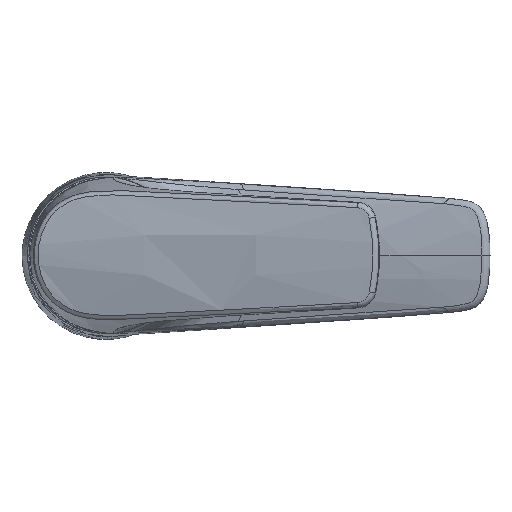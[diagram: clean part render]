
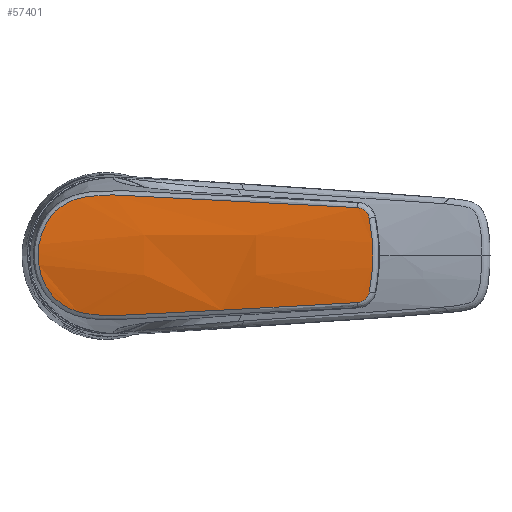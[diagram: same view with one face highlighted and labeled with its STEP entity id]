
A CAD part, top view. The second image highlights one B-rep face of the part: STEP entity #57401.
In plain terms, the highlighted free-form (B-spline) face has degree [3, 3] with [4, 4] control points.
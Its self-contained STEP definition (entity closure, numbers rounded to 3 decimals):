
#13023=B_SPLINE_SURFACE_WITH_KNOTS('',3,3,((#134587,#134588,#134589,#134590),
(#134591,#134592,#134593,#134594),(#134595,#134596,#134597,#134598),(#134599,
#134600,#134601,#134602)),.UNSPECIFIED.,.F.,.F.,.F.,(4,4),(4,4),(0.054,
0.944),(0.087,0.876),.UNSPECIFIED.);
#32301=ORIENTED_EDGE('',*,*,#40769,.T.);
#32302=ORIENTED_EDGE('',*,*,#40770,.T.);
#32303=ORIENTED_EDGE('',*,*,#40771,.T.);
#32304=ORIENTED_EDGE('',*,*,#40772,.T.);
#40769=EDGE_CURVE('',#46385,#46386,#47063,.T.);
#40770=EDGE_CURVE('',#46386,#46387,#47064,.T.);
#40771=EDGE_CURVE('',#46387,#46388,#47065,.T.);
#40772=EDGE_CURVE('',#46388,#46385,#47066,.T.);
#46385=VERTEX_POINT('',#134638);
#46386=VERTEX_POINT('',#134639);
#46387=VERTEX_POINT('',#134645);
#46388=VERTEX_POINT('',#134653);
#47063=B_SPLINE_CURVE_WITH_KNOTS('',3,(#134603,#134604,#134605,#134606,
#134607,#134608,#134609,#134610,#134611,#134612,#134613,#134614,#134615,
#134616,#134617,#134618,#134619,#134620,#134621,#134622,#134623,#134624,
#134625,#134626,#134627,#134628,#134629,#134630,#134631,#134632,#134633,
#134634,#134635,#134636,#134637),.UNSPECIFIED.,.F.,.F.,(4,1,1,1,1,1,1,1,
1,1,1,1,1,1,1,1,1,1,1,1,1,1,1,1,1,1,1,1,1,1,1,1,4),(0.,0.012,
0.024,0.036,0.048,0.054,
0.06,0.066,0.072,0.078,
0.081,0.083,0.084,0.087,
0.09,0.093,0.096,0.099,
0.102,0.105,0.108,0.111,
0.114,0.117,0.12,0.126,0.132,
0.138,0.144,0.156,0.168,0.18,
0.192),.UNSPECIFIED.);
#47064=B_SPLINE_CURVE_WITH_KNOTS('',3,(#134640,#134641,#134642,#134643,
#134644),.UNSPECIFIED.,.F.,.F.,(4,1,4),(0.,0.002,0.005),
 .UNSPECIFIED.);
#47065=B_SPLINE_CURVE_WITH_KNOTS('',3,(#134646,#134647,#134648,#134649,
#134650,#134651,#134652),.UNSPECIFIED.,.F.,.F.,(4,1,1,1,4),(0.,0.005,
0.01,0.015,0.02),.UNSPECIFIED.);
#47066=B_SPLINE_CURVE_WITH_KNOTS('',3,(#134654,#134655,#134656,#134657,
#134658),.UNSPECIFIED.,.F.,.F.,(4,1,4),(0.,0.002,0.005),
 .UNSPECIFIED.);
#50607=EDGE_LOOP('',(#32301,#32302,#32303,#32304));
#54185=FACE_BOUND('',#50607,.T.);
#57401=ADVANCED_FACE('',(#54185),#13023,.T.);
#134587=CARTESIAN_POINT('',(-18.168,-16.748,131.425));
#134588=CARTESIAN_POINT('',(10.1,-16.748,135.295));
#134589=CARTESIAN_POINT('',(40.54,-16.752,139.175));
#134590=CARTESIAN_POINT('',(73.152,-16.761,143.068));
#134591=CARTESIAN_POINT('',(-18.95,-5.608,133.884));
#134592=CARTESIAN_POINT('',(9.299,-5.608,137.829));
#134593=CARTESIAN_POINT('',(39.849,-5.609,141.229));
#134594=CARTESIAN_POINT('',(72.699,-5.612,144.086));
#134595=CARTESIAN_POINT('',(-18.952,5.533,133.89));
#134596=CARTESIAN_POINT('',(9.297,5.533,137.834));
#134597=CARTESIAN_POINT('',(39.847,5.534,141.234));
#134598=CARTESIAN_POINT('',(72.698,5.537,144.088));
#134599=CARTESIAN_POINT('',(-18.173,16.673,131.441));
#134600=CARTESIAN_POINT('',(10.095,16.673,135.312));
#134601=CARTESIAN_POINT('',(40.535,16.677,139.189));
#134602=CARTESIAN_POINT('',(73.149,16.686,143.075));
#134603=CARTESIAN_POINT('',(67.809,12.796,142.816));
#134604=CARTESIAN_POINT('',(63.838,13.071,142.354));
#134605=CARTESIAN_POINT('',(55.895,13.565,141.407));
#134606=CARTESIAN_POINT('',(43.982,14.185,139.929));
#134607=CARTESIAN_POINT('',(32.072,14.763,138.394));
#134608=CARTESIAN_POINT('',(22.157,15.28,137.06));
#134609=CARTESIAN_POINT('',(14.232,15.723,135.959));
#134610=CARTESIAN_POINT('',(8.287,16.048,135.121));
#134611=CARTESIAN_POINT('',(2.346,16.299,134.287));
#134612=CARTESIAN_POINT('',(-3.624,16.184,133.519));
#134613=CARTESIAN_POINT('',(-8.549,15.113,133.098));
#134614=CARTESIAN_POINT('',(-11.65,13.39,133.014));
#134615=CARTESIAN_POINT('',(-13.196,12.141,133.023));
#134616=CARTESIAN_POINT('',(-14.621,10.688,133.062));
#134617=CARTESIAN_POINT('',(-16.041,8.652,133.149));
#134618=CARTESIAN_POINT('',(-17.283,5.884,133.258));
#134619=CARTESIAN_POINT('',(-18.028,2.983,133.334));
#134620=CARTESIAN_POINT('',(-18.282,-0.043,133.36));
#134621=CARTESIAN_POINT('',(-18.02,-3.029,133.333));
#134622=CARTESIAN_POINT('',(-17.255,-5.966,133.255));
#134623=CARTESIAN_POINT('',(-16.008,-8.712,133.146));
#134624=CARTESIAN_POINT('',(-14.265,-11.182,133.041));
#134625=CARTESIAN_POINT('',(-11.998,-13.212,133.002));
#134626=CARTESIAN_POINT('',(-9.357,-14.653,133.078));
#134627=CARTESIAN_POINT('',(-6.467,-15.566,133.274));
#134628=CARTESIAN_POINT('',(-2.552,-16.207,133.657));
#134629=CARTESIAN_POINT('',(2.448,-16.297,134.3));
#134630=CARTESIAN_POINT('',(8.378,-16.043,135.134));
#134631=CARTESIAN_POINT('',(14.319,-15.718,135.971));
#134632=CARTESIAN_POINT('',(22.238,-15.276,137.071));
#134633=CARTESIAN_POINT('',(32.145,-14.76,138.404));
#134634=CARTESIAN_POINT('',(44.044,-14.182,139.937));
#134635=CARTESIAN_POINT('',(55.949,-13.562,141.414));
#134636=CARTESIAN_POINT('',(63.885,-13.068,142.36));
#134637=CARTESIAN_POINT('',(67.853,-12.793,142.821));
#134638=CARTESIAN_POINT('',(67.809,12.796,142.816));
#134639=CARTESIAN_POINT('',(67.853,-12.793,142.821));
#134640=CARTESIAN_POINT('',(67.853,-12.793,142.821));
#134641=CARTESIAN_POINT('',(68.627,-12.739,142.911));
#134642=CARTESIAN_POINT('',(70.105,-12.085,143.129));
#134643=CARTESIAN_POINT('',(70.887,-10.68,143.308));
#134644=CARTESIAN_POINT('',(71.032,-9.915,143.369));
#134645=CARTESIAN_POINT('',(71.032,-9.915,143.369));
#134646=CARTESIAN_POINT('',(71.032,-9.915,143.369));
#134647=CARTESIAN_POINT('',(71.343,-8.273,143.499));
#134648=CARTESIAN_POINT('',(71.823,-4.969,143.692));
#134649=CARTESIAN_POINT('',(72.126,0.055,143.792));
#134650=CARTESIAN_POINT('',(71.789,5.014,143.687));
#134651=CARTESIAN_POINT('',(71.304,8.299,143.494));
#134652=CARTESIAN_POINT('',(70.985,9.936,143.362));
#134653=CARTESIAN_POINT('',(70.985,9.936,143.362));
#134654=CARTESIAN_POINT('',(70.985,9.936,143.362));
#134655=CARTESIAN_POINT('',(70.837,10.697,143.301));
#134656=CARTESIAN_POINT('',(70.048,12.098,143.122));
#134657=CARTESIAN_POINT('',(68.581,12.742,142.906));
#134658=CARTESIAN_POINT('',(67.809,12.796,142.816));
